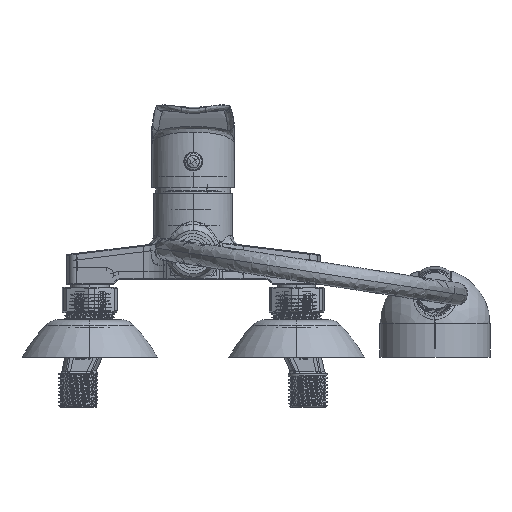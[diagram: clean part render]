
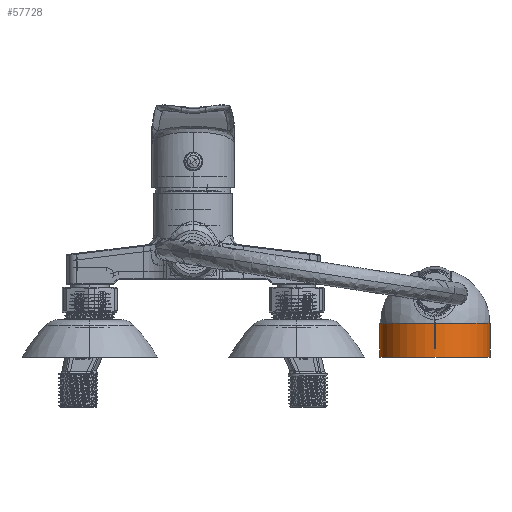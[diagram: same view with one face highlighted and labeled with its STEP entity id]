
A CAD part, front view. The second image highlights one B-rep face of the part: STEP entity #57728.
In plain terms, the highlighted cylindrical face has radius 29.25 mm (diameter 58.5 mm), a partial arc.
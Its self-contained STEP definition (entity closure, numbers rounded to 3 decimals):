
#2466 = DIRECTION ( 'NONE',  ( 0., 0., 1. ) ) ;
#2597 = VERTEX_POINT ( 'NONE', #56782 ) ;
#6439 = EDGE_CURVE ( 'NONE', #2597, #14087, #43872, .T. ) ;
#7662 = CARTESIAN_POINT ( 'NONE',  ( 128.541, -64.99, -29.5 ) ) ;
#9349 = VECTOR ( 'NONE', #53324, 1000. ) ;
#9566 = DIRECTION ( 'NONE',  ( 0., 0., 1. ) ) ;
#10838 = VECTOR ( 'NONE', #16925, 1000. ) ;
#13097 = AXIS2_PLACEMENT_3D ( 'NONE', #47773, #9566, #17283 ) ;
#14087 = VERTEX_POINT ( 'NONE', #7662 ) ;
#14718 = VERTEX_POINT ( 'NONE', #69730 ) ;
#16221 = CIRCLE ( 'NONE', #13097, 29.25 ) ;
#16925 = DIRECTION ( 'NONE',  ( 0., 0., 1. ) ) ;
#16994 = CYLINDRICAL_SURFACE ( 'NONE', #87624, 29.25 ) ;
#17283 = DIRECTION ( 'NONE',  ( -1., 0., 0. ) ) ;
#22226 = ORIENTED_EDGE ( 'NONE', *, *, #28014, .T. ) ;
#23301 = CARTESIAN_POINT ( 'NONE',  ( 99.291, -35.74, -47.5 ) ) ;
#23928 = EDGE_CURVE ( 'NONE', #14087, #54076, #38842, .T. ) ;
#26551 = CARTESIAN_POINT ( 'NONE',  ( 157.791, -35.74, -47.5 ) ) ;
#28014 = EDGE_CURVE ( 'NONE', #14718, #54076, #62854, .T. ) ;
#32018 = DIRECTION ( 'NONE',  ( -1., 0., 0. ) ) ;
#35481 = DIRECTION ( 'NONE',  ( -1., 0., 0. ) ) ;
#38039 = DIRECTION ( 'NONE',  ( 0., 0., 1. ) ) ;
#38842 = CIRCLE ( 'NONE', #46584, 29.25 ) ;
#39283 = CARTESIAN_POINT ( 'NONE',  ( 128.541, -35.74, -47.5 ) ) ;
#43872 = CIRCLE ( 'NONE', #68544, 29.25 ) ;
#46584 = AXIS2_PLACEMENT_3D ( 'NONE', #82516, #38039, #53494 ) ;
#47773 = CARTESIAN_POINT ( 'NONE',  ( 128.541, -35.74, -47.5 ) ) ;
#49998 = DIRECTION ( 'NONE',  ( 0., 0., 1. ) ) ;
#51721 = EDGE_CURVE ( 'NONE', #63733, #14718, #16221, .T. ) ;
#52858 = LINE ( 'NONE', #23301, #9349 ) ;
#53324 = DIRECTION ( 'NONE',  ( 0., 0., 1. ) ) ;
#53494 = DIRECTION ( 'NONE',  ( -1., 0., 0. ) ) ;
#54076 = VERTEX_POINT ( 'NONE', #72173 ) ;
#55774 = ORIENTED_EDGE ( 'NONE', *, *, #92954, .F. ) ;
#56782 = CARTESIAN_POINT ( 'NONE',  ( 99.291, -35.74, -29.5 ) ) ;
#57728 = ADVANCED_FACE ( 'NONE', ( #61042 ), #16994, .T. ) ;
#58218 = CARTESIAN_POINT ( 'NONE',  ( 128.541, -35.74, -29.5 ) ) ;
#61042 = FACE_OUTER_BOUND ( 'NONE', #62096, .T. ) ;
#62096 = EDGE_LOOP ( 'NONE', ( #71822, #22226, #78039, #80991, #55774 ) ) ;
#62854 = LINE ( 'NONE', #26551, #10838 ) ;
#63733 = VERTEX_POINT ( 'NONE', #65529 ) ;
#65529 = CARTESIAN_POINT ( 'NONE',  ( 99.291, -35.74, -47.5 ) ) ;
#68544 = AXIS2_PLACEMENT_3D ( 'NONE', #58218, #49998, #35481 ) ;
#69730 = CARTESIAN_POINT ( 'NONE',  ( 157.791, -35.74, -47.5 ) ) ;
#71822 = ORIENTED_EDGE ( 'NONE', *, *, #51721, .T. ) ;
#72173 = CARTESIAN_POINT ( 'NONE',  ( 157.791, -35.74, -29.5 ) ) ;
#78039 = ORIENTED_EDGE ( 'NONE', *, *, #23928, .F. ) ;
#80991 = ORIENTED_EDGE ( 'NONE', *, *, #6439, .F. ) ;
#82516 = CARTESIAN_POINT ( 'NONE',  ( 128.541, -35.74, -29.5 ) ) ;
#87624 = AXIS2_PLACEMENT_3D ( 'NONE', #39283, #2466, #32018 ) ;
#92954 = EDGE_CURVE ( 'NONE', #63733, #2597, #52858, .T. ) ;
